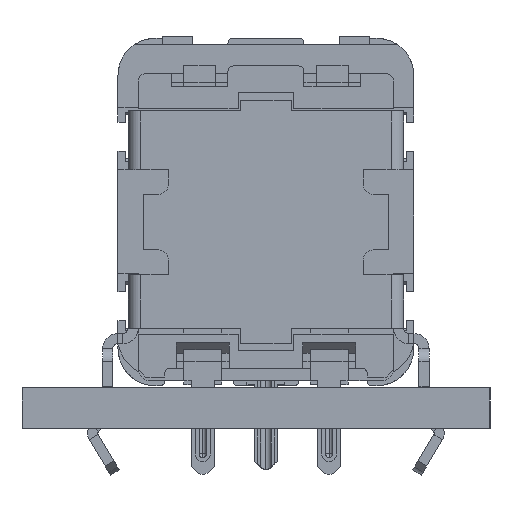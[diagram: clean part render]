
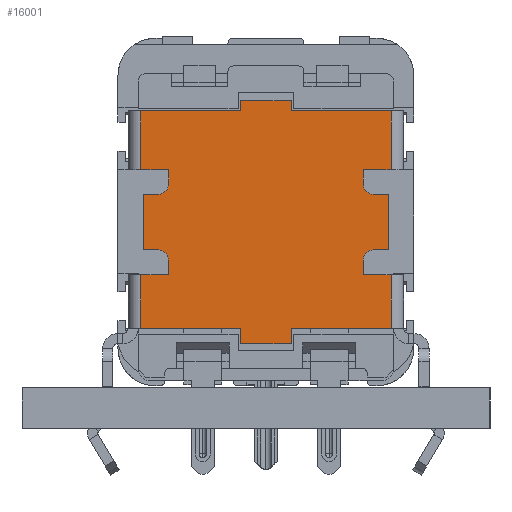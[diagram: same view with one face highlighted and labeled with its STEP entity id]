
A CAD part, left-side view. The second image highlights one B-rep face of the part: STEP entity #16001.
In plain terms, the highlighted face is planar.
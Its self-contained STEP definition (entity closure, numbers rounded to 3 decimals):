
#15862 = EDGE_CURVE('',#15863,#15865,#15867,.T.);
#15863 = VERTEX_POINT('',#15864);
#15864 = CARTESIAN_POINT('',(-1.,1.7,11.3));
#15865 = VERTEX_POINT('',#15866);
#15866 = CARTESIAN_POINT('',(-1.,1.7,10.9));
#15867 = LINE('',#15868,#15869);
#15868 = CARTESIAN_POINT('',(-1.,1.7,11.3));
#15869 = VECTOR('',#15870,1.);
#15870 = DIRECTION('',(0.,0.,-1.));
#15902 = EDGE_CURVE('',#15903,#15863,#15905,.T.);
#15903 = VERTEX_POINT('',#15904);
#15904 = CARTESIAN_POINT('',(1.,1.7,11.3));
#15905 = LINE('',#15906,#15907);
#15906 = CARTESIAN_POINT('',(-1.,1.7,11.3));
#15907 = VECTOR('',#15908,1.);
#15908 = DIRECTION('',(-1.,0.,0.));
#15933 = EDGE_CURVE('',#15934,#15903,#15936,.T.);
#15934 = VERTEX_POINT('',#15935);
#15935 = CARTESIAN_POINT('',(1.,1.7,10.9));
#15936 = LINE('',#15937,#15938);
#15937 = CARTESIAN_POINT('',(1.,1.7,11.3));
#15938 = VECTOR('',#15939,1.);
#15939 = DIRECTION('',(0.,0.,1.));
#16001 = ADVANCED_FACE('',(#16002),#16241,.T.);
#16002 = FACE_BOUND('',#16003,.T.);
#16003 = EDGE_LOOP('',(#16004,#16014,#16022,#16028,#16029,#16030,#16031,
    #16039,#16047,#16055,#16063,#16072,#16080,#16088,#16096,#16105,
    #16113,#16121,#16129,#16137,#16145,#16153,#16161,#16169,#16177,
    #16185,#16193,#16202,#16210,#16218,#16226,#16235));
#16004 = ORIENTED_EDGE('',*,*,#16005,.F.);
#16005 = EDGE_CURVE('',#16006,#16008,#16010,.T.);
#16006 = VERTEX_POINT('',#16007);
#16007 = CARTESIAN_POINT('',(-4.95,1.7,8.575));
#16008 = VERTEX_POINT('',#16009);
#16009 = CARTESIAN_POINT('',(-3.85,1.7,8.575));
#16010 = LINE('',#16011,#16012);
#16011 = CARTESIAN_POINT('',(-3.85,1.7,8.575));
#16012 = VECTOR('',#16013,1.);
#16013 = DIRECTION('',(1.,0.,0.));
#16014 = ORIENTED_EDGE('',*,*,#16015,.T.);
#16015 = EDGE_CURVE('',#16006,#16016,#16018,.T.);
#16016 = VERTEX_POINT('',#16017);
#16017 = CARTESIAN_POINT('',(-4.95,1.7,10.9));
#16018 = LINE('',#16019,#16020);
#16019 = CARTESIAN_POINT('',(-4.95,1.7,10.9));
#16020 = VECTOR('',#16021,1.);
#16021 = DIRECTION('',(0.,0.,1.));
#16022 = ORIENTED_EDGE('',*,*,#16023,.F.);
#16023 = EDGE_CURVE('',#15865,#16016,#16024,.T.);
#16024 = LINE('',#16025,#16026);
#16025 = CARTESIAN_POINT('',(-5.05,1.7,10.9));
#16026 = VECTOR('',#16027,1.);
#16027 = DIRECTION('',(-1.,0.,0.));
#16028 = ORIENTED_EDGE('',*,*,#15862,.F.);
#16029 = ORIENTED_EDGE('',*,*,#15902,.F.);
#16030 = ORIENTED_EDGE('',*,*,#15933,.F.);
#16031 = ORIENTED_EDGE('',*,*,#16032,.F.);
#16032 = EDGE_CURVE('',#16033,#15934,#16035,.T.);
#16033 = VERTEX_POINT('',#16034);
#16034 = CARTESIAN_POINT('',(4.95,1.7,10.9));
#16035 = LINE('',#16036,#16037);
#16036 = CARTESIAN_POINT('',(1.,1.7,10.9));
#16037 = VECTOR('',#16038,1.);
#16038 = DIRECTION('',(-1.,0.,0.));
#16039 = ORIENTED_EDGE('',*,*,#16040,.T.);
#16040 = EDGE_CURVE('',#16033,#16041,#16043,.T.);
#16041 = VERTEX_POINT('',#16042);
#16042 = CARTESIAN_POINT('',(4.95,1.7,8.575));
#16043 = LINE('',#16044,#16045);
#16044 = CARTESIAN_POINT('',(4.95,1.7,8.575));
#16045 = VECTOR('',#16046,1.);
#16046 = DIRECTION('',(0.,0.,-1.));
#16047 = ORIENTED_EDGE('',*,*,#16048,.F.);
#16048 = EDGE_CURVE('',#16049,#16041,#16051,.T.);
#16049 = VERTEX_POINT('',#16050);
#16050 = CARTESIAN_POINT('',(3.85,1.7,8.575));
#16051 = LINE('',#16052,#16053);
#16052 = CARTESIAN_POINT('',(5.05,1.7,8.575));
#16053 = VECTOR('',#16054,1.);
#16054 = DIRECTION('',(1.,0.,0.));
#16055 = ORIENTED_EDGE('',*,*,#16056,.F.);
#16056 = EDGE_CURVE('',#16057,#16049,#16059,.T.);
#16057 = VERTEX_POINT('',#16058);
#16058 = CARTESIAN_POINT('',(3.85,1.7,8.));
#16059 = LINE('',#16060,#16061);
#16060 = CARTESIAN_POINT('',(3.85,1.7,8.575));
#16061 = VECTOR('',#16062,1.);
#16062 = DIRECTION('',(0.,0.,1.));
#16063 = ORIENTED_EDGE('',*,*,#16064,.F.);
#16064 = EDGE_CURVE('',#16065,#16057,#16067,.T.);
#16065 = VERTEX_POINT('',#16066);
#16066 = CARTESIAN_POINT('',(4.25,1.7,7.6));
#16067 = CIRCLE('',#16068,0.4);
#16068 = AXIS2_PLACEMENT_3D('',#16069,#16070,#16071);
#16069 = CARTESIAN_POINT('',(4.25,1.7,8.));
#16070 = DIRECTION('',(-0.,1.,0.));
#16071 = DIRECTION('',(1.,0.,0.));
#16072 = ORIENTED_EDGE('',*,*,#16073,.F.);
#16073 = EDGE_CURVE('',#16074,#16065,#16076,.T.);
#16074 = VERTEX_POINT('',#16075);
#16075 = CARTESIAN_POINT('',(4.85,1.7,7.6));
#16076 = LINE('',#16077,#16078);
#16077 = CARTESIAN_POINT('',(4.25,1.7,7.6));
#16078 = VECTOR('',#16079,1.);
#16079 = DIRECTION('',(-1.,0.,0.));
#16080 = ORIENTED_EDGE('',*,*,#16081,.F.);
#16081 = EDGE_CURVE('',#16082,#16074,#16084,.T.);
#16082 = VERTEX_POINT('',#16083);
#16083 = CARTESIAN_POINT('',(4.85,1.7,5.4));
#16084 = LINE('',#16085,#16086);
#16085 = CARTESIAN_POINT('',(4.85,1.7,7.6));
#16086 = VECTOR('',#16087,1.);
#16087 = DIRECTION('',(0.,0.,1.));
#16088 = ORIENTED_EDGE('',*,*,#16089,.F.);
#16089 = EDGE_CURVE('',#16090,#16082,#16092,.T.);
#16090 = VERTEX_POINT('',#16091);
#16091 = CARTESIAN_POINT('',(4.25,1.7,5.4));
#16092 = LINE('',#16093,#16094);
#16093 = CARTESIAN_POINT('',(4.25,1.7,5.4));
#16094 = VECTOR('',#16095,1.);
#16095 = DIRECTION('',(1.,0.,0.));
#16096 = ORIENTED_EDGE('',*,*,#16097,.F.);
#16097 = EDGE_CURVE('',#16098,#16090,#16100,.T.);
#16098 = VERTEX_POINT('',#16099);
#16099 = CARTESIAN_POINT('',(3.85,1.7,5.));
#16100 = CIRCLE('',#16101,0.4);
#16101 = AXIS2_PLACEMENT_3D('',#16102,#16103,#16104);
#16102 = CARTESIAN_POINT('',(4.25,1.7,5.));
#16103 = DIRECTION('',(0.,1.,0.));
#16104 = DIRECTION('',(-1.,0.,0.));
#16105 = ORIENTED_EDGE('',*,*,#16106,.F.);
#16106 = EDGE_CURVE('',#16107,#16098,#16109,.T.);
#16107 = VERTEX_POINT('',#16108);
#16108 = CARTESIAN_POINT('',(3.85,1.7,4.425));
#16109 = LINE('',#16110,#16111);
#16110 = CARTESIAN_POINT('',(3.85,1.7,5.));
#16111 = VECTOR('',#16112,1.);
#16112 = DIRECTION('',(0.,0.,1.));
#16113 = ORIENTED_EDGE('',*,*,#16114,.F.);
#16114 = EDGE_CURVE('',#16115,#16107,#16117,.T.);
#16115 = VERTEX_POINT('',#16116);
#16116 = CARTESIAN_POINT('',(4.95,1.7,4.425));
#16117 = LINE('',#16118,#16119);
#16118 = CARTESIAN_POINT('',(5.05,1.7,4.425));
#16119 = VECTOR('',#16120,1.);
#16120 = DIRECTION('',(-1.,0.,0.));
#16121 = ORIENTED_EDGE('',*,*,#16122,.T.);
#16122 = EDGE_CURVE('',#16115,#16123,#16125,.T.);
#16123 = VERTEX_POINT('',#16124);
#16124 = CARTESIAN_POINT('',(4.95,1.7,2.3));
#16125 = LINE('',#16126,#16127);
#16126 = CARTESIAN_POINT('',(4.95,1.7,2.3));
#16127 = VECTOR('',#16128,1.);
#16128 = DIRECTION('',(0.,0.,-1.));
#16129 = ORIENTED_EDGE('',*,*,#16130,.T.);
#16130 = EDGE_CURVE('',#16123,#16131,#16133,.T.);
#16131 = VERTEX_POINT('',#16132);
#16132 = CARTESIAN_POINT('',(1.,1.7,2.3));
#16133 = LINE('',#16134,#16135);
#16134 = CARTESIAN_POINT('',(1.,1.7,2.3));
#16135 = VECTOR('',#16136,1.);
#16136 = DIRECTION('',(-1.,0.,0.));
#16137 = ORIENTED_EDGE('',*,*,#16138,.F.);
#16138 = EDGE_CURVE('',#16139,#16131,#16141,.T.);
#16139 = VERTEX_POINT('',#16140);
#16140 = CARTESIAN_POINT('',(1.,1.7,1.7));
#16141 = LINE('',#16142,#16143);
#16142 = CARTESIAN_POINT('',(1.,1.7,2.1));
#16143 = VECTOR('',#16144,1.);
#16144 = DIRECTION('',(0.,0.,1.));
#16145 = ORIENTED_EDGE('',*,*,#16146,.F.);
#16146 = EDGE_CURVE('',#16147,#16139,#16149,.T.);
#16147 = VERTEX_POINT('',#16148);
#16148 = CARTESIAN_POINT('',(-1.,1.7,1.7));
#16149 = LINE('',#16150,#16151);
#16150 = CARTESIAN_POINT('',(-1.,1.7,1.7));
#16151 = VECTOR('',#16152,1.);
#16152 = DIRECTION('',(1.,0.,0.));
#16153 = ORIENTED_EDGE('',*,*,#16154,.F.);
#16154 = EDGE_CURVE('',#16155,#16147,#16157,.T.);
#16155 = VERTEX_POINT('',#16156);
#16156 = CARTESIAN_POINT('',(-1.,1.7,2.3));
#16157 = LINE('',#16158,#16159);
#16158 = CARTESIAN_POINT('',(-1.,1.7,2.1));
#16159 = VECTOR('',#16160,1.);
#16160 = DIRECTION('',(0.,0.,-1.));
#16161 = ORIENTED_EDGE('',*,*,#16162,.T.);
#16162 = EDGE_CURVE('',#16155,#16163,#16165,.T.);
#16163 = VERTEX_POINT('',#16164);
#16164 = CARTESIAN_POINT('',(-4.95,1.7,2.3));
#16165 = LINE('',#16166,#16167);
#16166 = CARTESIAN_POINT('',(-1.,1.7,2.3));
#16167 = VECTOR('',#16168,1.);
#16168 = DIRECTION('',(-1.,0.,0.));
#16169 = ORIENTED_EDGE('',*,*,#16170,.T.);
#16170 = EDGE_CURVE('',#16163,#16171,#16173,.T.);
#16171 = VERTEX_POINT('',#16172);
#16172 = CARTESIAN_POINT('',(-4.95,1.7,4.425));
#16173 = LINE('',#16174,#16175);
#16174 = CARTESIAN_POINT('',(-4.95,1.7,4.425));
#16175 = VECTOR('',#16176,1.);
#16176 = DIRECTION('',(0.,0.,1.));
#16177 = ORIENTED_EDGE('',*,*,#16178,.F.);
#16178 = EDGE_CURVE('',#16179,#16171,#16181,.T.);
#16179 = VERTEX_POINT('',#16180);
#16180 = CARTESIAN_POINT('',(-3.85,1.7,4.425));
#16181 = LINE('',#16182,#16183);
#16182 = CARTESIAN_POINT('',(-3.85,1.7,4.425));
#16183 = VECTOR('',#16184,1.);
#16184 = DIRECTION('',(-1.,0.,0.));
#16185 = ORIENTED_EDGE('',*,*,#16186,.F.);
#16186 = EDGE_CURVE('',#16187,#16179,#16189,.T.);
#16187 = VERTEX_POINT('',#16188);
#16188 = CARTESIAN_POINT('',(-3.85,1.7,5.));
#16189 = LINE('',#16190,#16191);
#16190 = CARTESIAN_POINT('',(-3.85,1.7,5.));
#16191 = VECTOR('',#16192,1.);
#16192 = DIRECTION('',(0.,0.,-1.));
#16193 = ORIENTED_EDGE('',*,*,#16194,.F.);
#16194 = EDGE_CURVE('',#16195,#16187,#16197,.T.);
#16195 = VERTEX_POINT('',#16196);
#16196 = CARTESIAN_POINT('',(-4.25,1.7,5.4));
#16197 = CIRCLE('',#16198,0.4);
#16198 = AXIS2_PLACEMENT_3D('',#16199,#16200,#16201);
#16199 = CARTESIAN_POINT('',(-4.25,1.7,5.));
#16200 = DIRECTION('',(0.,1.,0.));
#16201 = DIRECTION('',(-1.,0.,0.));
#16202 = ORIENTED_EDGE('',*,*,#16203,.F.);
#16203 = EDGE_CURVE('',#16204,#16195,#16206,.T.);
#16204 = VERTEX_POINT('',#16205);
#16205 = CARTESIAN_POINT('',(-4.85,1.7,5.4));
#16206 = LINE('',#16207,#16208);
#16207 = CARTESIAN_POINT('',(-4.85,1.7,5.4));
#16208 = VECTOR('',#16209,1.);
#16209 = DIRECTION('',(1.,0.,0.));
#16210 = ORIENTED_EDGE('',*,*,#16211,.F.);
#16211 = EDGE_CURVE('',#16212,#16204,#16214,.T.);
#16212 = VERTEX_POINT('',#16213);
#16213 = CARTESIAN_POINT('',(-4.85,1.7,7.6));
#16214 = LINE('',#16215,#16216);
#16215 = CARTESIAN_POINT('',(-4.85,1.7,7.6));
#16216 = VECTOR('',#16217,1.);
#16217 = DIRECTION('',(0.,0.,-1.));
#16218 = ORIENTED_EDGE('',*,*,#16219,.F.);
#16219 = EDGE_CURVE('',#16220,#16212,#16222,.T.);
#16220 = VERTEX_POINT('',#16221);
#16221 = CARTESIAN_POINT('',(-4.25,1.7,7.6));
#16222 = LINE('',#16223,#16224);
#16223 = CARTESIAN_POINT('',(-4.85,1.7,7.6));
#16224 = VECTOR('',#16225,1.);
#16225 = DIRECTION('',(-1.,0.,0.));
#16226 = ORIENTED_EDGE('',*,*,#16227,.F.);
#16227 = EDGE_CURVE('',#16228,#16220,#16230,.T.);
#16228 = VERTEX_POINT('',#16229);
#16229 = CARTESIAN_POINT('',(-3.85,1.7,8.));
#16230 = CIRCLE('',#16231,0.4);
#16231 = AXIS2_PLACEMENT_3D('',#16232,#16233,#16234);
#16232 = CARTESIAN_POINT('',(-4.25,1.7,8.));
#16233 = DIRECTION('',(0.,1.,0.));
#16234 = DIRECTION('',(-1.,0.,0.));
#16235 = ORIENTED_EDGE('',*,*,#16236,.F.);
#16236 = EDGE_CURVE('',#16008,#16228,#16237,.T.);
#16237 = LINE('',#16238,#16239);
#16238 = CARTESIAN_POINT('',(-3.85,1.7,8.575));
#16239 = VECTOR('',#16240,1.);
#16240 = DIRECTION('',(0.,0.,-1.));
#16241 = PLANE('',#16242);
#16242 = AXIS2_PLACEMENT_3D('',#16243,#16244,#16245);
#16243 = CARTESIAN_POINT('',(-4.25,1.7,8.));
#16244 = DIRECTION('',(0.,1.,0.));
#16245 = DIRECTION('',(1.,0.,-0.));
